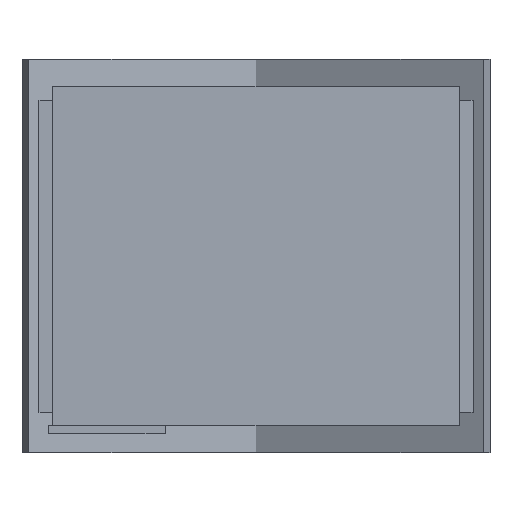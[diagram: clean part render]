
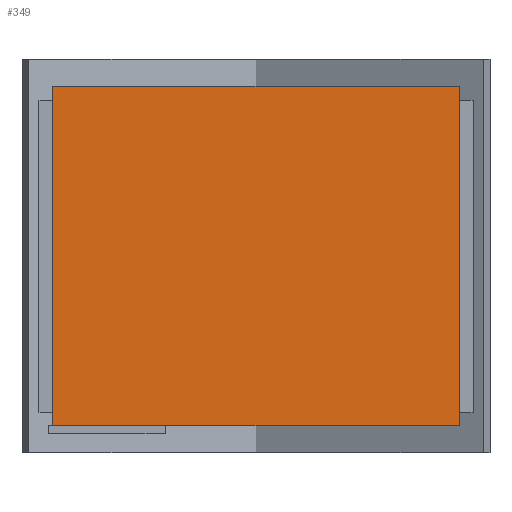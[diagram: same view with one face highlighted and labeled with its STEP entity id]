
A CAD part, front view. The second image highlights one B-rep face of the part: STEP entity #349.
In plain terms, the highlighted face is planar.
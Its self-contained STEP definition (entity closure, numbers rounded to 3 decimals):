
#40 = VERTEX_POINT('',#41);
#41 = CARTESIAN_POINT('',(-15.,-12.5,0.));
#50 = PLANE('',#51);
#51 = AXIS2_PLACEMENT_3D('',#52,#53,#54);
#52 = CARTESIAN_POINT('',(-15.,-12.5,0.));
#53 = DIRECTION('',(1.,0.,0.));
#54 = DIRECTION('',(0.,0.,1.));
#62 = PLANE('',#63);
#63 = AXIS2_PLACEMENT_3D('',#64,#65,#66);
#64 = CARTESIAN_POINT('',(-15.,-12.5,0.));
#65 = DIRECTION('',(0.,1.,0.));
#66 = DIRECTION('',(0.,0.,1.));
#74 = EDGE_CURVE('',#40,#75,#77,.T.);
#75 = VERTEX_POINT('',#76);
#76 = CARTESIAN_POINT('',(-15.,12.5,0.));
#77 = SURFACE_CURVE('',#78,(#82,#89),.PCURVE_S1.);
#78 = LINE('',#79,#80);
#79 = CARTESIAN_POINT('',(-15.,-12.5,0.));
#80 = VECTOR('',#81,1.);
#81 = DIRECTION('',(0.,1.,0.));
#82 = PCURVE('',#50,#83);
#83 = DEFINITIONAL_REPRESENTATION('',(#84),#88);
#84 = LINE('',#85,#86);
#85 = CARTESIAN_POINT('',(0.,0.));
#86 = VECTOR('',#87,1.);
#87 = DIRECTION('',(0.,-1.));
#88 = ( GEOMETRIC_REPRESENTATION_CONTEXT(2) 
PARAMETRIC_REPRESENTATION_CONTEXT() REPRESENTATION_CONTEXT('2D SPACE',''
  ) );
#89 = PCURVE('',#90,#95);
#90 = PLANE('',#91);
#91 = AXIS2_PLACEMENT_3D('',#92,#93,#94);
#92 = CARTESIAN_POINT('',(-15.,-12.5,0.));
#93 = DIRECTION('',(0.,0.,1.));
#94 = DIRECTION('',(1.,0.,0.));
#95 = DEFINITIONAL_REPRESENTATION('',(#96),#100);
#96 = LINE('',#97,#98);
#97 = CARTESIAN_POINT('',(0.,0.));
#98 = VECTOR('',#99,1.);
#99 = DIRECTION('',(0.,1.));
#100 = ( GEOMETRIC_REPRESENTATION_CONTEXT(2) 
PARAMETRIC_REPRESENTATION_CONTEXT() REPRESENTATION_CONTEXT('2D SPACE',''
  ) );
#118 = PLANE('',#119);
#119 = AXIS2_PLACEMENT_3D('',#120,#121,#122);
#120 = CARTESIAN_POINT('',(-15.,12.5,0.));
#121 = DIRECTION('',(0.,1.,0.));
#122 = DIRECTION('',(0.,0.,1.));
#160 = VERTEX_POINT('',#161);
#161 = CARTESIAN_POINT('',(15.,-12.5,0.));
#170 = PLANE('',#171);
#171 = AXIS2_PLACEMENT_3D('',#172,#173,#174);
#172 = CARTESIAN_POINT('',(15.,-12.5,0.));
#173 = DIRECTION('',(1.,0.,0.));
#174 = DIRECTION('',(0.,0.,1.));
#189 = EDGE_CURVE('',#160,#190,#192,.T.);
#190 = VERTEX_POINT('',#191);
#191 = CARTESIAN_POINT('',(15.,12.5,0.));
#192 = SURFACE_CURVE('',#193,(#197,#204),.PCURVE_S1.);
#193 = LINE('',#194,#195);
#194 = CARTESIAN_POINT('',(15.,-12.5,0.));
#195 = VECTOR('',#196,1.);
#196 = DIRECTION('',(0.,1.,0.));
#197 = PCURVE('',#170,#198);
#198 = DEFINITIONAL_REPRESENTATION('',(#199),#203);
#199 = LINE('',#200,#201);
#200 = CARTESIAN_POINT('',(0.,0.));
#201 = VECTOR('',#202,1.);
#202 = DIRECTION('',(0.,-1.));
#203 = ( GEOMETRIC_REPRESENTATION_CONTEXT(2) 
PARAMETRIC_REPRESENTATION_CONTEXT() REPRESENTATION_CONTEXT('2D SPACE',''
  ) );
#204 = PCURVE('',#90,#205);
#205 = DEFINITIONAL_REPRESENTATION('',(#206),#210);
#206 = LINE('',#207,#208);
#207 = CARTESIAN_POINT('',(30.,0.));
#208 = VECTOR('',#209,1.);
#209 = DIRECTION('',(0.,1.));
#210 = ( GEOMETRIC_REPRESENTATION_CONTEXT(2) 
PARAMETRIC_REPRESENTATION_CONTEXT() REPRESENTATION_CONTEXT('2D SPACE',''
  ) );
#259 = EDGE_CURVE('',#40,#160,#260,.T.);
#260 = SURFACE_CURVE('',#261,(#265,#272),.PCURVE_S1.);
#261 = LINE('',#262,#263);
#262 = CARTESIAN_POINT('',(-15.,-12.5,0.));
#263 = VECTOR('',#264,1.);
#264 = DIRECTION('',(1.,0.,0.));
#265 = PCURVE('',#62,#266);
#266 = DEFINITIONAL_REPRESENTATION('',(#267),#271);
#267 = LINE('',#268,#269);
#268 = CARTESIAN_POINT('',(0.,0.));
#269 = VECTOR('',#270,1.);
#270 = DIRECTION('',(0.,1.));
#271 = ( GEOMETRIC_REPRESENTATION_CONTEXT(2) 
PARAMETRIC_REPRESENTATION_CONTEXT() REPRESENTATION_CONTEXT('2D SPACE',''
  ) );
#272 = PCURVE('',#90,#273);
#273 = DEFINITIONAL_REPRESENTATION('',(#274),#278);
#274 = LINE('',#275,#276);
#275 = CARTESIAN_POINT('',(0.,0.));
#276 = VECTOR('',#277,1.);
#277 = DIRECTION('',(1.,0.));
#278 = ( GEOMETRIC_REPRESENTATION_CONTEXT(2) 
PARAMETRIC_REPRESENTATION_CONTEXT() REPRESENTATION_CONTEXT('2D SPACE',''
  ) );
#306 = EDGE_CURVE('',#75,#190,#307,.T.);
#307 = SURFACE_CURVE('',#308,(#312,#319),.PCURVE_S1.);
#308 = LINE('',#309,#310);
#309 = CARTESIAN_POINT('',(-15.,12.5,0.));
#310 = VECTOR('',#311,1.);
#311 = DIRECTION('',(1.,0.,0.));
#312 = PCURVE('',#118,#313);
#313 = DEFINITIONAL_REPRESENTATION('',(#314),#318);
#314 = LINE('',#315,#316);
#315 = CARTESIAN_POINT('',(0.,0.));
#316 = VECTOR('',#317,1.);
#317 = DIRECTION('',(0.,1.));
#318 = ( GEOMETRIC_REPRESENTATION_CONTEXT(2) 
PARAMETRIC_REPRESENTATION_CONTEXT() REPRESENTATION_CONTEXT('2D SPACE',''
  ) );
#319 = PCURVE('',#90,#320);
#320 = DEFINITIONAL_REPRESENTATION('',(#321),#325);
#321 = LINE('',#322,#323);
#322 = CARTESIAN_POINT('',(0.,25.));
#323 = VECTOR('',#324,1.);
#324 = DIRECTION('',(1.,0.));
#325 = ( GEOMETRIC_REPRESENTATION_CONTEXT(2) 
PARAMETRIC_REPRESENTATION_CONTEXT() REPRESENTATION_CONTEXT('2D SPACE',''
  ) );
#349 = ADVANCED_FACE('',(#350),#90,.F.);
#350 = FACE_BOUND('',#351,.F.);
#351 = EDGE_LOOP('',(#352,#353,#354,#355));
#352 = ORIENTED_EDGE('',*,*,#74,.F.);
#353 = ORIENTED_EDGE('',*,*,#259,.T.);
#354 = ORIENTED_EDGE('',*,*,#189,.T.);
#355 = ORIENTED_EDGE('',*,*,#306,.F.);
